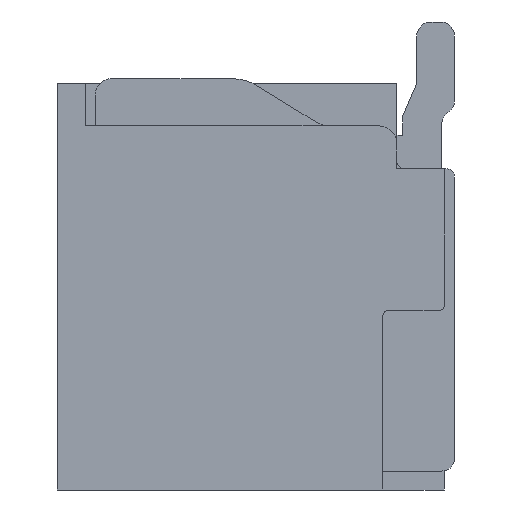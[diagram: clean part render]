
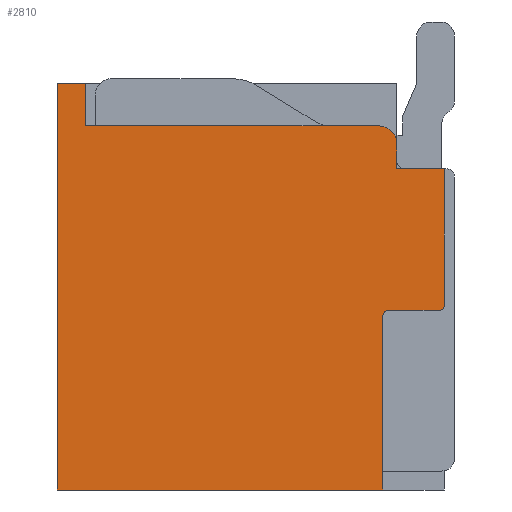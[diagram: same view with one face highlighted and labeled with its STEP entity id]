
A CAD part, left-side view. The second image highlights one B-rep face of the part: STEP entity #2810.
In plain terms, the highlighted planar face has unit normal (-1, 0, 0).
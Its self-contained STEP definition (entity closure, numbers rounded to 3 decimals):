
#9 = AXIS2_PLACEMENT_3D ( 'NONE', #9571, #5775, #5049 ) ;
#82 = EDGE_CURVE ( 'NONE', #6163, #3520, #1711, .T. ) ;
#118 = VERTEX_POINT ( 'NONE', #847 ) ;
#147 = EDGE_CURVE ( 'NONE', #118, #5656, #7496, .T. ) ;
#232 = EDGE_CURVE ( 'NONE', #1718, #3435, #1795, .T. ) ;
#289 = DIRECTION ( 'NONE',  ( 0., 0., 1. ) ) ;
#343 = VECTOR ( 'NONE', #4450, 1000. ) ;
#410 = EDGE_CURVE ( 'NONE', #8896, #5319, #1310, .T. ) ;
#704 = EDGE_CURVE ( 'NONE', #118, #7537, #2175, .T. ) ;
#748 = ORIENTED_EDGE ( 'NONE', *, *, #82, .F. ) ;
#780 = VECTOR ( 'NONE', #3152, 1000. ) ;
#792 = CARTESIAN_POINT ( 'NONE',  ( -4.125, 0.688, 1.512 ) ) ;
#847 = CARTESIAN_POINT ( 'NONE',  ( -4.125, 0., -0.198 ) ) ;
#853 = CARTESIAN_POINT ( 'NONE',  ( -4.125, 0.688, 1.7 ) ) ;
#947 = DIRECTION ( 'NONE',  ( 0., 0., -1. ) ) ;
#1040 = LINE ( 'NONE', #7895, #8360 ) ;
#1197 = EDGE_CURVE ( 'NONE', #8896, #6163, #7668, .T. ) ;
#1310 = LINE ( 'NONE', #6591, #1788 ) ;
#1673 = VECTOR ( 'NONE', #6426, 1000. ) ;
#1711 = LINE ( 'NONE', #3178, #8799 ) ;
#1718 = VERTEX_POINT ( 'NONE', #1746 ) ;
#1722 = ORIENTED_EDGE ( 'NONE', *, *, #4805, .F. ) ;
#1746 = CARTESIAN_POINT ( 'NONE',  ( -4.125, 0.65, -0.31 ) ) ;
#1788 = VECTOR ( 'NONE', #7553, 1000. ) ;
#1795 = CIRCLE ( 'NONE', #9, 0.06 ) ;
#2022 = CARTESIAN_POINT ( 'NONE',  ( -4.125, 0.052, -0.25 ) ) ;
#2034 = CARTESIAN_POINT ( 'NONE',  ( -4.125, 3.79, 1.7 ) ) ;
#2038 = ORIENTED_EDGE ( 'NONE', *, *, #6227, .F. ) ;
#2156 = ORIENTED_EDGE ( 'NONE', *, *, #5795, .T. ) ;
#2175 = LINE ( 'NONE', #5897, #343 ) ;
#2322 = ORIENTED_EDGE ( 'NONE', *, *, #9193, .T. ) ;
#2414 = DIRECTION ( 'NONE',  ( 1., 0., 0. ) ) ;
#2530 = CARTESIAN_POINT ( 'NONE',  ( -4.125, 0., 1.25 ) ) ;
#2810 = ADVANCED_FACE ( 'NONE', ( #6083 ), #8275, .T. ) ;
#2825 = CARTESIAN_POINT ( 'NONE',  ( -4.125, 4.09, 2.15 ) ) ;
#3061 = DIRECTION ( 'NONE',  ( 0., 0., -1. ) ) ;
#3083 = ORIENTED_EDGE ( 'NONE', *, *, #147, .F. ) ;
#3152 = DIRECTION ( 'NONE',  ( 0., 0., 1. ) ) ;
#3178 = CARTESIAN_POINT ( 'NONE',  ( -4.125, 0.5, 1.512 ) ) ;
#3281 = VECTOR ( 'NONE', #7691, 1000. ) ;
#3401 = CARTESIAN_POINT ( 'NONE',  ( -4.125, 4.09, -2.15 ) ) ;
#3435 = VERTEX_POINT ( 'NONE', #5202 ) ;
#3520 = VERTEX_POINT ( 'NONE', #5308 ) ;
#3827 = ORIENTED_EDGE ( 'NONE', *, *, #232, .T. ) ;
#3913 = CARTESIAN_POINT ( 'NONE',  ( -4.125, 3.79, 2.15 ) ) ;
#4131 = CARTESIAN_POINT ( 'NONE',  ( -4.125, 0.59, -0.25 ) ) ;
#4306 = DIRECTION ( 'NONE',  ( 0., 0., 1. ) ) ;
#4399 = DIRECTION ( 'NONE',  ( -1., 0., 0. ) ) ;
#4450 = DIRECTION ( 'NONE',  ( 0., 0., 1. ) ) ;
#4588 = DIRECTION ( 'NONE',  ( 0., 0., 1. ) ) ;
#4598 = CARTESIAN_POINT ( 'NONE',  ( -4.125, 0.65, -2.15 ) ) ;
#4805 = EDGE_CURVE ( 'NONE', #9577, #5620, #5484, .T. ) ;
#5049 = DIRECTION ( 'NONE',  ( 0., 1., 0. ) ) ;
#5058 = VECTOR ( 'NONE', #6066, 1000. ) ;
#5202 = CARTESIAN_POINT ( 'NONE',  ( -4.125, 0.59, -0.25 ) ) ;
#5308 = CARTESIAN_POINT ( 'NONE',  ( -4.125, 0.5, 1.25 ) ) ;
#5319 = VERTEX_POINT ( 'NONE', #2034 ) ;
#5448 = LINE ( 'NONE', #9958, #3281 ) ;
#5484 = LINE ( 'NONE', #6861, #780 ) ;
#5620 = VERTEX_POINT ( 'NONE', #2825 ) ;
#5656 = VERTEX_POINT ( 'NONE', #2022 ) ;
#5716 = LINE ( 'NONE', #8873, #8417 ) ;
#5775 = DIRECTION ( 'NONE',  ( 1., 0., 0. ) ) ;
#5795 = EDGE_CURVE ( 'NONE', #8299, #5620, #9106, .T. ) ;
#5840 = CARTESIAN_POINT ( 'NONE',  ( -4.125, 0.5, 1.512 ) ) ;
#5897 = CARTESIAN_POINT ( 'NONE',  ( -4.125, 0., -0.198 ) ) ;
#6066 = DIRECTION ( 'NONE',  ( 0., 1., 0. ) ) ;
#6083 = FACE_OUTER_BOUND ( 'NONE', #9708, .T. ) ;
#6163 = VERTEX_POINT ( 'NONE', #5840 ) ;
#6165 = ORIENTED_EDGE ( 'NONE', *, *, #704, .T. ) ;
#6227 = EDGE_CURVE ( 'NONE', #8837, #9577, #5448, .T. ) ;
#6316 = LINE ( 'NONE', #4131, #1673 ) ;
#6350 = EDGE_CURVE ( 'NONE', #3435, #5656, #6316, .T. ) ;
#6384 = AXIS2_PLACEMENT_3D ( 'NONE', #8185, #4399, #4306 ) ;
#6424 = DIRECTION ( 'NONE',  ( 0., 1., 0. ) ) ;
#6426 = DIRECTION ( 'NONE',  ( 0., -1., 0. ) ) ;
#6440 = ORIENTED_EDGE ( 'NONE', *, *, #1197, .F. ) ;
#6591 = CARTESIAN_POINT ( 'NONE',  ( -4.125, 0.688, 1.7 ) ) ;
#6861 = CARTESIAN_POINT ( 'NONE',  ( -4.125, 4.09, -2.15 ) ) ;
#6922 = LINE ( 'NONE', #10001, #9655 ) ;
#7352 = DIRECTION ( 'NONE',  ( 0., -1., 0. ) ) ;
#7496 = CIRCLE ( 'NONE', #9591, 0.052 ) ;
#7537 = VERTEX_POINT ( 'NONE', #2530 ) ;
#7553 = DIRECTION ( 'NONE',  ( 0., 1., 0. ) ) ;
#7668 = CIRCLE ( 'NONE', #9442, 0.188 ) ;
#7691 = DIRECTION ( 'NONE',  ( 0., 1., 0. ) ) ;
#7895 = CARTESIAN_POINT ( 'NONE',  ( -4.125, 0., 1.25 ) ) ;
#8034 = EDGE_CURVE ( 'NONE', #8837, #1718, #5716, .T. ) ;
#8185 = CARTESIAN_POINT ( 'NONE',  ( -4.125, 0., -2.15 ) ) ;
#8275 = PLANE ( 'NONE',  #6384 ) ;
#8299 = VERTEX_POINT ( 'NONE', #3913 ) ;
#8355 = CARTESIAN_POINT ( 'NONE',  ( -4.125, 3.79, 2.15 ) ) ;
#8360 = VECTOR ( 'NONE', #6424, 1000. ) ;
#8417 = VECTOR ( 'NONE', #289, 1000. ) ;
#8425 = ORIENTED_EDGE ( 'NONE', *, *, #9184, .F. ) ;
#8799 = VECTOR ( 'NONE', #947, 1000. ) ;
#8837 = VERTEX_POINT ( 'NONE', #4598 ) ;
#8873 = CARTESIAN_POINT ( 'NONE',  ( -4.125, 0.65, -2.15 ) ) ;
#8896 = VERTEX_POINT ( 'NONE', #853 ) ;
#8925 = CARTESIAN_POINT ( 'NONE',  ( -4.125, 0.052, -0.198 ) ) ;
#9080 = ORIENTED_EDGE ( 'NONE', *, *, #6350, .T. ) ;
#9106 = LINE ( 'NONE', #8355, #5058 ) ;
#9184 = EDGE_CURVE ( 'NONE', #8299, #5319, #6922, .T. ) ;
#9193 = EDGE_CURVE ( 'NONE', #7537, #3520, #1040, .T. ) ;
#9442 = AXIS2_PLACEMENT_3D ( 'NONE', #792, #2414, #4588 ) ;
#9551 = ORIENTED_EDGE ( 'NONE', *, *, #410, .T. ) ;
#9571 = CARTESIAN_POINT ( 'NONE',  ( -4.125, 0.59, -0.31 ) ) ;
#9577 = VERTEX_POINT ( 'NONE', #3401 ) ;
#9591 = AXIS2_PLACEMENT_3D ( 'NONE', #8925, #9665, #7352 ) ;
#9655 = VECTOR ( 'NONE', #3061, 1000. ) ;
#9665 = DIRECTION ( 'NONE',  ( 1., 0., 0. ) ) ;
#9708 = EDGE_LOOP ( 'NONE', ( #9551, #8425, #2156, #1722, #2038, #10024, #3827, #9080, #3083, #6165, #2322, #748, #6440 ) ) ;
#9958 = CARTESIAN_POINT ( 'NONE',  ( -4.125, 0.65, -2.15 ) ) ;
#10001 = CARTESIAN_POINT ( 'NONE',  ( -4.125, 3.79, 2.15 ) ) ;
#10024 = ORIENTED_EDGE ( 'NONE', *, *, #8034, .T. ) ;
